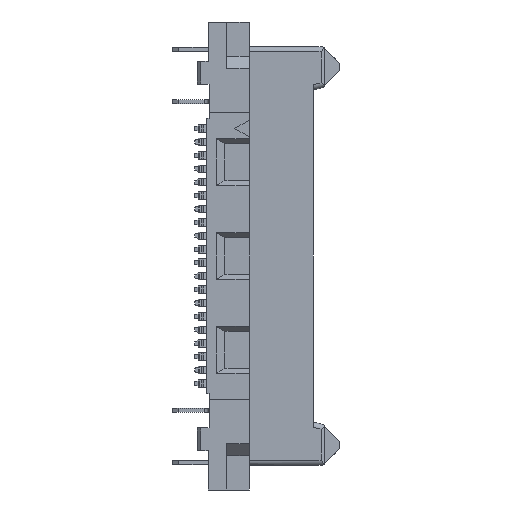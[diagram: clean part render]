
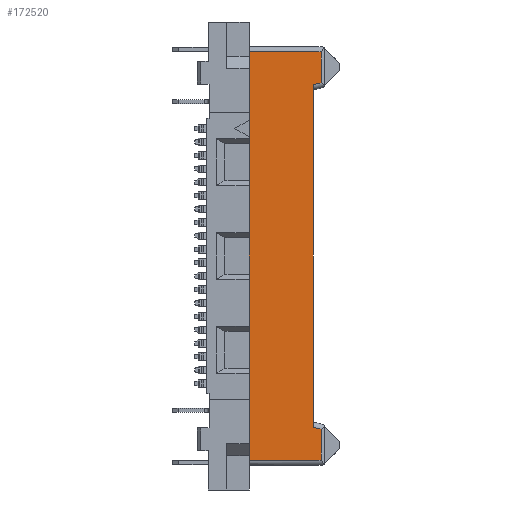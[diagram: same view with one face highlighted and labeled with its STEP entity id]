
A CAD part, left-side view. The second image highlights one B-rep face of the part: STEP entity #172520.
In plain terms, the highlighted planar face has unit normal (-1, 0, 0).
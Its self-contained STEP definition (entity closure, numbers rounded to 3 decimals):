
#1270=CARTESIAN_POINT('',(-5.948,7.255,-12.575));
#1280=VERTEX_POINT('',#1270);
#1530=CARTESIAN_POINT('',(-5.948,11.531,-12.575));
#1540=VERTEX_POINT('',#1530);
#1570=CARTESIAN_POINT('',(-5.948,15.72,-12.575));
#1580=DIRECTION('',(0.,-1.,0.));
#1590=VECTOR('',#1580,1.);
#1600=LINE('',#1570,#1590);
#1610=EDGE_CURVE('',#1540,#1280,#1600,.T.);
#171490=CARTESIAN_POINT('',(-5.948,7.255,
9.928));
#171500=VERTEX_POINT('',#171490);
#171860=CARTESIAN_POINT('',(-5.948,7.731,
9.812));
#171870=VERTEX_POINT('',#171860);
#171900=CARTESIAN_POINT('',(-5.948,15.72,
7.855));
#171910=DIRECTION('',(0.,0.971,
-0.238));
#171920=VECTOR('',#171910,1.);
#171930=LINE('',#171900,#171920);
#171940=EDGE_CURVE('',#171500,#171870,#171930,.T.);
#171990=CARTESIAN_POINT('',(-5.948,11.531,-19.6));
#172000=DIRECTION('',(1.,-0.,0.));
#172010=DIRECTION('',(0.,0.,-1.));
#172020=AXIS2_PLACEMENT_3D('',#171990,#172000,#172010);
#172030=PLANE('',#172020);
#172040=CARTESIAN_POINT('',(-5.948,15.72,
-8.655));
#172050=DIRECTION('',(0.,0.971,
0.238));
#172060=VECTOR('',#172050,1.);
#172070=LINE('',#172040,#172060);
#172080=CARTESIAN_POINT('',(-5.948,7.255,
-10.728));
#172090=VERTEX_POINT('',#172080);
#172100=CARTESIAN_POINT('',(-5.948,7.731,
-10.612));
#172110=VERTEX_POINT('',#172100);
#172120=EDGE_CURVE('',#172090,#172110,#172070,.T.);
#172130=ORIENTED_EDGE('',*,*,#172120,.T.);
#172140=CARTESIAN_POINT('',(-5.948,7.255,
-4.8));
#172150=DIRECTION('',(0.,0.,1.));
#172160=VECTOR('',#172150,1.);
#172170=LINE('',#172140,#172160);
#172180=EDGE_CURVE('',#1280,#172090,#172170,.T.);
#172190=ORIENTED_EDGE('',*,*,#172180,.T.);
#172200=ORIENTED_EDGE('',*,*,#1610,.T.);
#172210=CARTESIAN_POINT('',(-5.948,11.531,
-4.8));
#172220=DIRECTION('',(0.,0.,-1.));
#172230=VECTOR('',#172220,1.);
#172240=LINE('',#172210,#172230);
#172250=CARTESIAN_POINT('',(-5.948,11.531,11.775));
#172260=VERTEX_POINT('',#172250);
#172270=EDGE_CURVE('',#172260,#1540,#172240,.T.);
#172280=ORIENTED_EDGE('',*,*,#172270,.T.);
#172290=CARTESIAN_POINT('',(-5.948,15.72,11.775));
#172300=DIRECTION('',(0.,-1.,0.));
#172310=VECTOR('',#172300,1.);
#172320=LINE('',#172290,#172310);
#172330=CARTESIAN_POINT('',(-5.948,7.255,11.775));
#172340=VERTEX_POINT('',#172330);
#172350=EDGE_CURVE('',#172260,#172340,#172320,.T.);
#172360=ORIENTED_EDGE('',*,*,#172350,.F.);
#172370=CARTESIAN_POINT('',(-5.948,7.255,-12.8));
#172380=DIRECTION('',(0.,0.,1.));
#172390=VECTOR('',#172380,1.);
#172400=LINE('',#172370,#172390);
#172410=EDGE_CURVE('',#171500,#172340,#172400,.T.);
#172420=ORIENTED_EDGE('',*,*,#172410,.T.);
#172430=ORIENTED_EDGE('',*,*,#171940,.F.);
#172440=CARTESIAN_POINT('',(-5.948,7.731,33.6));
#172450=DIRECTION('',(0.,0.,1.));
#172460=VECTOR('',#172450,1.);
#172470=LINE('',#172440,#172460);
#172480=EDGE_CURVE('',#172110,#171870,#172470,.T.);
#172490=ORIENTED_EDGE('',*,*,#172480,.T.);
#172500=EDGE_LOOP('',(#172490,#172430,#172420,#172360,#172280,#172200,
#172190,#172130));
#172510=FACE_OUTER_BOUND('',#172500,.T.);
#172520=ADVANCED_FACE('',(#172510),#172030,.F.);
